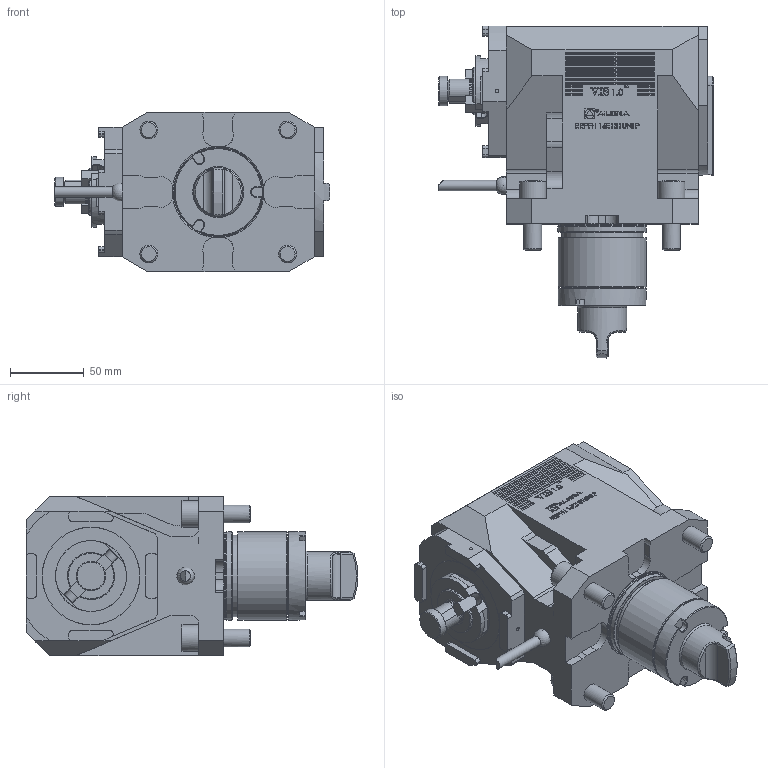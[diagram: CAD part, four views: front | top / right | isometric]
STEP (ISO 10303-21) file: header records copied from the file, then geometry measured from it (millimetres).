
FILE_DESCRIPTION (( 'STEP AP214' ), '1' );
FILE_NAME ('RRPFH16E131UNLP.STEP', '2025-09-02T08:20:42', ( '' ), ( '' ), 'SwSTEP 2.0', 'SolidWorks 2023', '' );
FILE_SCHEMA (( 'AUTOMOTIVE_DESIGN' ));
Length unit declared in the file: millimetre
Products named in the file (1): RRPFH16E131UNLP
Bounding box: 186.5 x 224.8 x 108 mm (x, y, z)
Volume: 2004777.2 mm3; surface area: 127412.5 mm2
Topology: 1 solids, 1 shells, 1031 faces, 2700 edges, 1783 vertices
Faces by surface type: plane 710, bspline 139, cylinder 138, cone 33, torus 10, sphere 1
Full cylindrical faces by diameter (mm): 1.7 x1, 2.1 x1, 6.366 x1, 7 x1, 12 x4, 18 x4, 20 x1, 33 x1, 48 x1, 55.2 x1, 59.5 x1, 59.7 x1, 59.8 x1, 59.9 x1
Entity records: 42159 total; most frequent: CARTESIAN_POINT 14764, ORIENTED_EDGE 5260, DIRECTION 4313, EDGE_CURVE 2630, LINE 1945, VECTOR 1945, VERTEX_POINT 1761, EDGE_LOOP 1189
